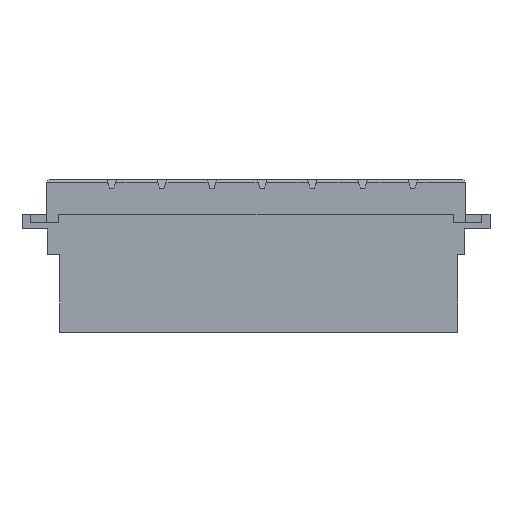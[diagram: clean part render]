
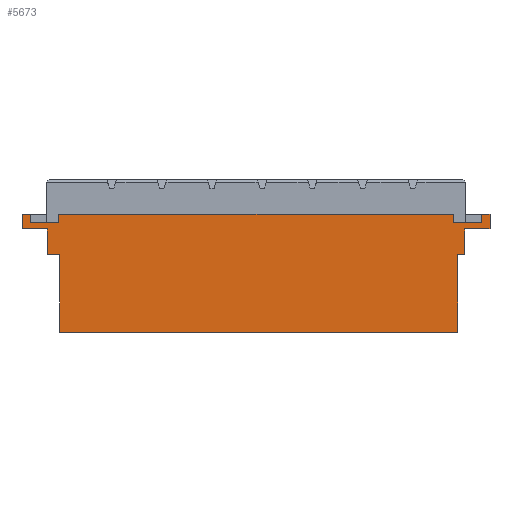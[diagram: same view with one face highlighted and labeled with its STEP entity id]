
A CAD part, left-side view. The second image highlights one B-rep face of the part: STEP entity #5673.
In plain terms, the highlighted planar face has unit normal (-1, 0, 0).
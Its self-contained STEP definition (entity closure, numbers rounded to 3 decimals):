
#333=FACE_OUTER_BOUND($,#635,.T.);
#635=EDGE_LOOP($,(#4950,#4951,#4952,#4953,#4954,#4955,#4956,#4957,#4958,
#4959,#4960,#4961,#4962,#4963,#4964,#4965,#4966,#4967,#4968,#4969));
#1056=LINE($,#8174,#1838);
#1232=LINE($,#8530,#2014);
#1241=LINE($,#8548,#2023);
#1256=LINE($,#8578,#2038);
#1268=LINE($,#8602,#2050);
#1287=LINE($,#8647,#2069);
#1293=LINE($,#8658,#2075);
#1294=LINE($,#8660,#2076);
#1319=LINE($,#8706,#2101);
#1337=LINE($,#8742,#2119);
#1340=LINE($,#8748,#2122);
#1342=LINE($,#8753,#2124);
#1344=LINE($,#8757,#2126);
#1406=LINE($,#8875,#2188);
#1408=LINE($,#8879,#2190);
#1415=LINE($,#8893,#2197);
#1419=LINE($,#8901,#2201);
#1421=LINE($,#8905,#2203);
#1422=LINE($,#8907,#2204);
#1423=LINE($,#8909,#2205);
#1838=VECTOR($,#6690,1.63);
#2014=VECTOR($,#6980,2.53);
#2023=VECTOR($,#6991,15.78);
#2038=VECTOR($,#7018,15.78);
#2050=VECTOR($,#7038,1.39);
#2069=VECTOR($,#7077,2.97);
#2075=VECTOR($,#7085,5.14);
#2076=VECTOR($,#7088,5.15);
#2101=VECTOR($,#7129,1.625);
#2119=VECTOR($,#7159,5.8);
#2122=VECTOR($,#7164,1.63);
#2124=VECTOR($,#7168,79.9);
#2126=VECTOR($,#7172,1.63);
#2188=VECTOR($,#7278,5.8);
#2190=VECTOR($,#7282,1.63);
#2197=VECTOR($,#7293,1.625);
#2201=VECTOR($,#7303,2.97);
#2203=VECTOR($,#7307,5.14);
#2204=VECTOR($,#7310,5.15);
#2205=VECTOR($,#7313,80.55);
#2494=VERTEX_POINT($,#8172);
#2495=VERTEX_POINT($,#8173);
#2616=VERTEX_POINT($,#8526);
#2618=VERTEX_POINT($,#8529);
#2625=VERTEX_POINT($,#8545);
#2632=VERTEX_POINT($,#8571);
#2635=VERTEX_POINT($,#8576);
#2643=VERTEX_POINT($,#8600);
#2658=VERTEX_POINT($,#8644);
#2659=VERTEX_POINT($,#8646);
#2662=VERTEX_POINT($,#8654);
#2688=VERTEX_POINT($,#8740);
#2690=VERTEX_POINT($,#8746);
#2692=VERTEX_POINT($,#8751);
#2693=VERTEX_POINT($,#8756);
#2727=VERTEX_POINT($,#8873);
#2728=VERTEX_POINT($,#8877);
#2733=VERTEX_POINT($,#8891);
#2734=VERTEX_POINT($,#8899);
#2735=VERTEX_POINT($,#8903);
#3146=EDGE_CURVE($,#2494,#2495,#1056,.T.);
#3322=EDGE_CURVE($,#2618,#2616,#1232,.T.);
#3331=EDGE_CURVE($,#2616,#2625,#1241,.T.);
#3346=EDGE_CURVE($,#2632,#2635,#1256,.T.);
#3358=EDGE_CURVE($,#2635,#2643,#1268,.T.);
#3379=EDGE_CURVE($,#2659,#2658,#1287,.T.);
#3385=EDGE_CURVE($,#2662,#2659,#1293,.T.);
#3386=EDGE_CURVE($,#2643,#2662,#1294,.T.);
#3411=EDGE_CURVE($,#2494,#2658,#1319,.T.);
#3429=EDGE_CURVE($,#2495,#2688,#1337,.T.);
#3432=EDGE_CURVE($,#2688,#2690,#1340,.T.);
#3434=EDGE_CURVE($,#2692,#2690,#1342,.T.);
#3436=EDGE_CURVE($,#2692,#2693,#1344,.T.);
#3498=EDGE_CURVE($,#2693,#2727,#1406,.T.);
#3500=EDGE_CURVE($,#2727,#2728,#1408,.T.);
#3507=EDGE_CURVE($,#2733,#2728,#1415,.T.);
#3511=EDGE_CURVE($,#2733,#2734,#1419,.T.);
#3513=EDGE_CURVE($,#2734,#2735,#1421,.T.);
#3514=EDGE_CURVE($,#2735,#2618,#1422,.T.);
#3515=EDGE_CURVE($,#2625,#2632,#1423,.T.);
#4950=ORIENTED_EDGE($,*,*,#3514,.T.);
#4951=ORIENTED_EDGE($,*,*,#3322,.T.);
#4952=ORIENTED_EDGE($,*,*,#3331,.T.);
#4953=ORIENTED_EDGE($,*,*,#3515,.T.);
#4954=ORIENTED_EDGE($,*,*,#3346,.T.);
#4955=ORIENTED_EDGE($,*,*,#3358,.T.);
#4956=ORIENTED_EDGE($,*,*,#3386,.T.);
#4957=ORIENTED_EDGE($,*,*,#3385,.T.);
#4958=ORIENTED_EDGE($,*,*,#3379,.T.);
#4959=ORIENTED_EDGE($,*,*,#3411,.F.);
#4960=ORIENTED_EDGE($,*,*,#3146,.T.);
#4961=ORIENTED_EDGE($,*,*,#3429,.T.);
#4962=ORIENTED_EDGE($,*,*,#3432,.T.);
#4963=ORIENTED_EDGE($,*,*,#3434,.F.);
#4964=ORIENTED_EDGE($,*,*,#3436,.T.);
#4965=ORIENTED_EDGE($,*,*,#3498,.T.);
#4966=ORIENTED_EDGE($,*,*,#3500,.T.);
#4967=ORIENTED_EDGE($,*,*,#3507,.F.);
#4968=ORIENTED_EDGE($,*,*,#3511,.T.);
#4969=ORIENTED_EDGE($,*,*,#3513,.T.);
#5384=PLANE($,#5969);
#5673=ADVANCED_FACE($,(#333),#5384,.T.);
#5969=AXIS2_PLACEMENT_3D($,#8908,#7311,#7312);
#6690=DIRECTION($,(0.,0.,-1.));
#6980=DIRECTION($,(0.,-1.,0.));
#6991=DIRECTION($,(0.,0.,-1.));
#7018=DIRECTION($,(0.,0.,1.));
#7038=DIRECTION($,(0.,-1.,0.));
#7077=DIRECTION($,(0.,0.,1.));
#7085=DIRECTION($,(0.,-1.,0.));
#7088=DIRECTION($,(0.,0.,1.));
#7129=DIRECTION($,(0.,-1.,0.));
#7159=DIRECTION($,(0.,1.,0.));
#7164=DIRECTION($,(0.,0.,1.));
#7168=DIRECTION($,(0.,-1.,0.));
#7172=DIRECTION($,(0.,0.,-1.));
#7278=DIRECTION($,(0.,1.,0.));
#7282=DIRECTION($,(0.,0.,1.));
#7293=DIRECTION($,(0.,-1.,0.));
#7303=DIRECTION($,(0.,0.,-1.));
#7307=DIRECTION($,(0.,-1.,0.));
#7310=DIRECTION($,(0.,0.,-1.));
#7311=DIRECTION('center_axis',(-1.,0.,0.));
#7312=DIRECTION('ref_axis',(0.,-1.,0.));
#7313=DIRECTION($,(0.,-1.,0.));
#8172=CARTESIAN_POINT('',(-2.27,-80.04,2.97));
#8173=CARTESIAN_POINT('',(-2.27,-80.04,1.34));
#8174=CARTESIAN_POINT($,(-2.27,-80.04,2.97));
#8526=CARTESIAN_POINT('',(-2.27,5.415,-5.15));
#8529=CARTESIAN_POINT('',(-2.27,7.945,-5.15));
#8530=CARTESIAN_POINT($,(-2.27,7.945,-5.15));
#8545=CARTESIAN_POINT('',(-2.27,5.415,-20.93));
#8548=CARTESIAN_POINT($,(-2.27,5.415,-5.15));
#8571=CARTESIAN_POINT('',(-2.27,-75.135,-20.93));
#8576=CARTESIAN_POINT('',(-2.27,-75.135,-5.15));
#8578=CARTESIAN_POINT($,(-2.27,-75.135,-20.93));
#8600=CARTESIAN_POINT('',(-2.27,-76.525,-5.15));
#8602=CARTESIAN_POINT($,(-2.27,-75.135,-5.15));
#8644=CARTESIAN_POINT('',(-2.27,-81.665,2.97));
#8646=CARTESIAN_POINT('',(-2.27,-81.665,0.));
#8647=CARTESIAN_POINT($,(-2.27,-81.665,0.));
#8654=CARTESIAN_POINT('',(-2.27,-76.525,0.));
#8658=CARTESIAN_POINT($,(-2.27,-76.525,0.));
#8660=CARTESIAN_POINT($,(-2.27,-76.525,-5.15));
#8706=CARTESIAN_POINT($,(-2.27,-80.04,2.97));
#8740=CARTESIAN_POINT('',(-2.27,-74.24,1.34));
#8742=CARTESIAN_POINT($,(-2.27,-80.04,1.34));
#8746=CARTESIAN_POINT('',(-2.27,-74.24,2.97));
#8748=CARTESIAN_POINT($,(-2.27,-74.24,1.34));
#8751=CARTESIAN_POINT('',(-2.27,5.66,2.97));
#8753=CARTESIAN_POINT($,(-2.27,5.66,2.97));
#8756=CARTESIAN_POINT('',(-2.27,5.66,1.34));
#8757=CARTESIAN_POINT($,(-2.27,5.66,2.97));
#8873=CARTESIAN_POINT('',(-2.27,11.46,1.34));
#8875=CARTESIAN_POINT($,(-2.27,5.66,1.34));
#8877=CARTESIAN_POINT('',(-2.27,11.46,2.97));
#8879=CARTESIAN_POINT($,(-2.27,11.46,1.34));
#8891=CARTESIAN_POINT('',(-2.27,13.085,2.97));
#8893=CARTESIAN_POINT($,(-2.27,13.085,2.97));
#8899=CARTESIAN_POINT('',(-2.27,13.085,0.));
#8901=CARTESIAN_POINT($,(-2.27,13.085,2.97));
#8903=CARTESIAN_POINT('',(-2.27,7.945,0.));
#8905=CARTESIAN_POINT($,(-2.27,13.085,0.));
#8907=CARTESIAN_POINT($,(-2.27,7.945,0.));
#8908=CARTESIAN_POINT('Origin',(-2.27,13.185,-9.03));
#8909=CARTESIAN_POINT($,(-2.27,5.415,-20.93));
